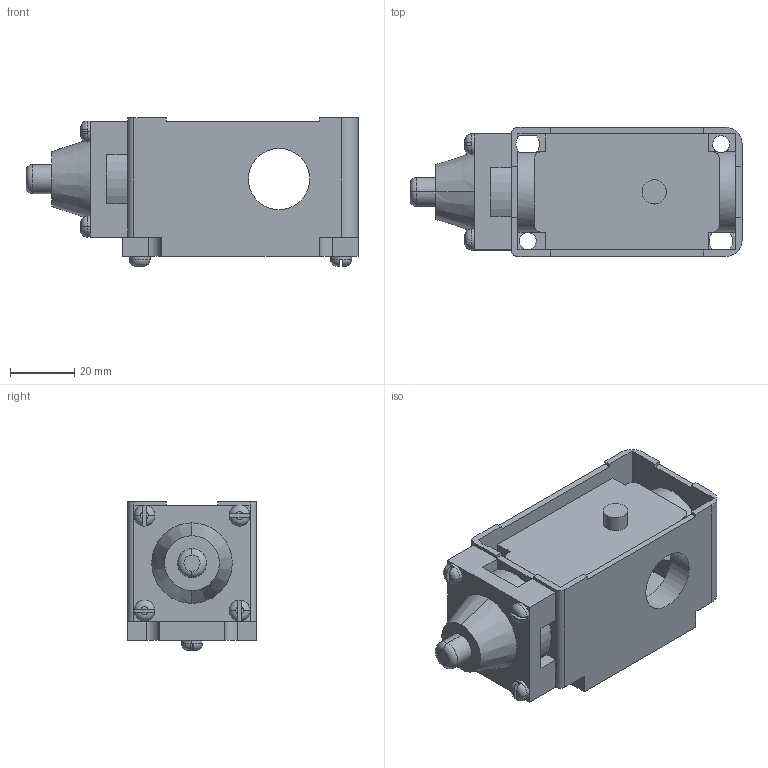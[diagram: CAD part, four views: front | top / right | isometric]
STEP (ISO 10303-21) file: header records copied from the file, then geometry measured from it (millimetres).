
FILE_DESCRIPTION (( 'STEP AP203' ), '1' );
FILE_NAME ('ﾂﾏ15ﾊ21ﾀ-211.STEP', '2016-02-25T13:30:45', ( '' ), ( '' ), 'SwSTEP 2.0', 'SolidWorks 2012', '' );
FILE_SCHEMA (( 'CONFIG_CONTROL_DESIGN' ));
Length unit declared in the file: millimetre
Products named in the file (1): ﾂﾏ15ﾊ21ﾀ-211
Bounding box: 103 x 40 x 46 mm (x, y, z)
Volume: 94873.5 mm3; surface area: 26105 mm2
Topology: 1 solids, 1 shells, 195 faces, 505 edges, 318 vertices
Faces by surface type: plane 122, cylinder 51, torus 20, cone 2
Entity records: 6394 total; most frequent: CARTESIAN_POINT 1462, DIRECTION 1027, ORIENTED_EDGE 1010, EDGE_CURVE 505, AXIS2_PLACEMENT_3D 357, VERTEX_POINT 318, LINE 313, VECTOR 313
